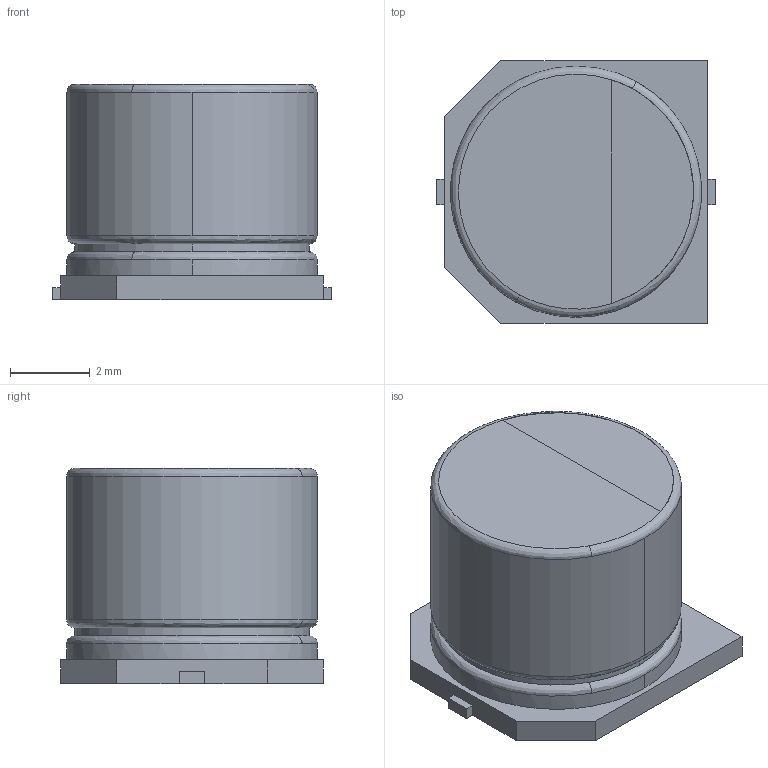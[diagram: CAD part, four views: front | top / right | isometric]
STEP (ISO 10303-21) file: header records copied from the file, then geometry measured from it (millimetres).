
FILE_DESCRIPTION(('FreeCAD Model'),'2;1');
FILE_NAME('43F8B324-C2A5-4E0C-A51D-10CBD7900D86.step','2017-10-11T13:57:00',( 'kicad StepUp'),('ksu MCAD'),'Open CASCADE STEP processor 7.1', 'FreeCAD','Unknown');
FILE_SCHEMA(('AUTOMOTIVE_DESIGN_CC2 { 1 2 10303 214 -1 1 5 4 }'));
Length unit declared in the file: millimetre
Products named in the file (1): 43F8B324-C2A5-4E0C-A51D-10CBD7900D86
Bounding box: 7 x 6.6 x 5.41 mm (x, y, z)
Volume: 173.5 mm3; surface area: 196.1 mm2
Topology: 1 solids, 1 shells, 33 faces, 92 edges, 62 vertices
Faces by surface type: plane 20, cylinder 7, bspline 6
Entity records: 1551 total; most frequent: CARTESIAN_POINT 495, ORIENTED_EDGE 184, DIRECTION 152, EDGE_CURVE 92, VERTEX_POINT 62, LINE 52, VECTOR 52, AXIS2_PLACEMENT_3D 50
